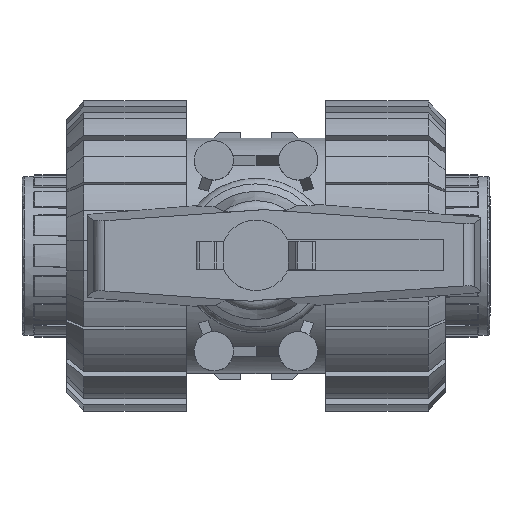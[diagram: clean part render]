
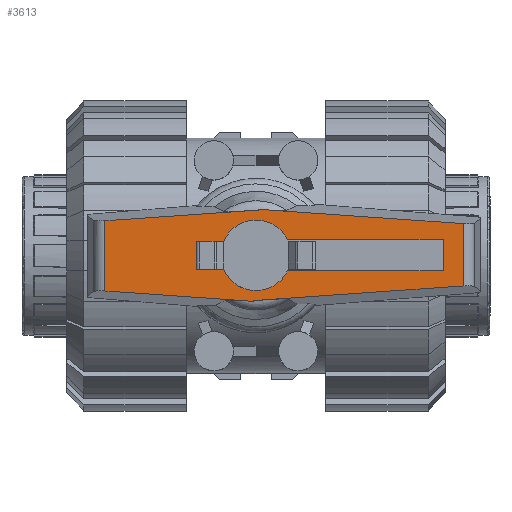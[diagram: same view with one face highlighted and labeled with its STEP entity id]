
A CAD part, top view. The second image highlights one B-rep face of the part: STEP entity #3613.
In plain terms, the highlighted planar face has unit normal (0, 0, 1).
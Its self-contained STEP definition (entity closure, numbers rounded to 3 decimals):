
#657=CARTESIAN_POINT('',(33.333,-2.75,102.5));
#658=VERTEX_POINT('',#657);
#659=CARTESIAN_POINT('',(5.652,-2.75,102.5));
#660=VERTEX_POINT('',#659);
#661=CARTESIAN_POINT('',(33.333,-2.75,102.5));
#662=DIRECTION('',(-1.0,0.0,0.0));
#663=VECTOR('',#662,27.681);
#664=LINE('',#661,#663);
#665=EDGE_CURVE('',#658,#660,#664,.T.);
#697=CARTESIAN_POINT('',(33.333,2.75,102.5));
#698=VERTEX_POINT('',#697);
#699=CARTESIAN_POINT('',(33.333,2.75,102.5));
#700=DIRECTION('',(0.0,-1.0,0.0));
#701=VECTOR('',#700,5.5);
#702=LINE('',#699,#701);
#703=EDGE_CURVE('',#698,#658,#702,.T.);
#728=CARTESIAN_POINT('',(5.652,2.75,102.5));
#729=VERTEX_POINT('',#728);
#730=CARTESIAN_POINT('',(5.652,2.75,102.5));
#731=DIRECTION('',(1.0,0.0,0.0));
#732=VECTOR('',#731,27.681);
#733=LINE('',#730,#732);
#734=EDGE_CURVE('',#729,#698,#733,.T.);
#759=CARTESIAN_POINT('',(-5.778,2.475,102.5));
#760=VERTEX_POINT('',#759);
#761=CARTESIAN_POINT('',(0.0,0.0,102.5));
#762=DIRECTION('',(0.0,0.0,-1.0));
#763=DIRECTION('',(1.0,0.0,0.0));
#764=AXIS2_PLACEMENT_3D('',#761,#762,#763);
#765=CIRCLE('',#764,6.286);
#766=EDGE_CURVE('',#760,#729,#765,.T.);
#831=CARTESIAN_POINT('',(-5.778,-2.475,102.5));
#832=VERTEX_POINT('',#831);
#833=CARTESIAN_POINT('',(0.0,0.0,102.5));
#834=DIRECTION('',(0.0,0.0,-1.0));
#835=DIRECTION('',(1.0,0.0,0.0));
#836=AXIS2_PLACEMENT_3D('',#833,#834,#835);
#837=CIRCLE('',#836,6.286);
#838=EDGE_CURVE('',#660,#832,#837,.T.);
#1436=CARTESIAN_POINT('',(-10.633,-2.475,102.5));
#1437=VERTEX_POINT('',#1436);
#1444=CARTESIAN_POINT('',(-5.778,-2.475,102.5));
#1445=DIRECTION('',(-1.0,0.0,0.0));
#1446=VECTOR('',#1445,4.855);
#1447=LINE('',#1444,#1446);
#1448=EDGE_CURVE('',#832,#1437,#1447,.T.);
#1484=CARTESIAN_POINT('',(-10.633,2.475,102.5));
#1485=VERTEX_POINT('',#1484);
#1486=CARTESIAN_POINT('',(-10.633,2.475,102.5));
#1487=DIRECTION('',(1.0,0.0,0.0));
#1488=VECTOR('',#1487,4.855);
#1489=LINE('',#1486,#1488);
#1490=EDGE_CURVE('',#1485,#760,#1489,.T.);
#2113=CARTESIAN_POINT('',(0.429,8.204,102.5));
#2114=VERTEX_POINT('',#2113);
#2121=CARTESIAN_POINT('',(36.912,5.652,102.5));
#2122=VERTEX_POINT('',#2121);
#2123=CARTESIAN_POINT('',(36.912,5.652,102.5));
#2124=DIRECTION('',(-0.998,0.07,0.0));
#2125=VECTOR('',#2124,36.572);
#2126=LINE('',#2123,#2125);
#2127=EDGE_CURVE('',#2122,#2114,#2126,.T.);
#2192=CARTESIAN_POINT('',(-10.633,-2.475,102.5));
#2193=DIRECTION('',(0.0,1.0,0.0));
#2194=VECTOR('',#2193,4.95);
#2195=LINE('',#2192,#2194);
#2196=EDGE_CURVE('',#1437,#1485,#2195,.T.);
#2455=CARTESIAN_POINT('',(0.438,8.069,102.5));
#2456=VERTEX_POINT('',#2455);
#2463=CARTESIAN_POINT('',(0.429,8.204,102.5));
#2464=DIRECTION('',(0.07,-0.998,0.0));
#2465=VECTOR('',#2464,0.135);
#2466=LINE('',#2463,#2465);
#2467=EDGE_CURVE('',#2114,#2456,#2466,.T.);
#2522=CARTESIAN_POINT('',(-26.912,6.157,102.5));
#2523=VERTEX_POINT('',#2522);
#2531=CARTESIAN_POINT('',(0.438,8.069,102.5));
#2532=DIRECTION('',(-0.998,-0.07,0.0));
#2533=VECTOR('',#2532,27.417);
#2534=LINE('',#2531,#2533);
#2535=EDGE_CURVE('',#2456,#2523,#2534,.T.);
#2708=CARTESIAN_POINT('',(36.912,-5.457,102.5));
#2709=VERTEX_POINT('',#2708);
#2717=CARTESIAN_POINT('',(-0.438,-8.069,102.5));
#2718=VERTEX_POINT('',#2717);
#2719=CARTESIAN_POINT('',(-0.438,-8.069,102.5));
#2720=DIRECTION('',(0.998,0.07,0.0));
#2721=VECTOR('',#2720,37.441);
#2722=LINE('',#2719,#2721);
#2723=EDGE_CURVE('',#2718,#2709,#2722,.T.);
#2811=CARTESIAN_POINT('',(-0.429,-8.204,102.5));
#2812=VERTEX_POINT('',#2811);
#2813=CARTESIAN_POINT('',(-0.429,-8.204,102.5));
#2814=DIRECTION('',(-0.07,0.998,0.0));
#2815=VECTOR('',#2814,0.135);
#2816=LINE('',#2813,#2815);
#2817=EDGE_CURVE('',#2812,#2718,#2816,.T.);
#2904=CARTESIAN_POINT('',(-26.912,-6.352,102.5));
#2905=VERTEX_POINT('',#2904);
#2906=CARTESIAN_POINT('',(-26.912,-6.352,102.5));
#2907=DIRECTION('',(0.998,-0.07,0.0));
#2908=VECTOR('',#2907,26.548);
#2909=LINE('',#2906,#2908);
#2910=EDGE_CURVE('',#2905,#2812,#2909,.T.);
#3032=CARTESIAN_POINT('',(-26.912,6.157,102.5));
#3033=DIRECTION('',(0.0,-1.0,0.0));
#3034=VECTOR('',#3033,12.508);
#3035=LINE('',#3032,#3034);
#3036=EDGE_CURVE('',#2523,#2905,#3035,.T.);
#3049=CARTESIAN_POINT('',(36.912,5.652,102.5));
#3050=DIRECTION('',(0.0,-1.0,0.0));
#3051=VECTOR('',#3050,11.11);
#3052=LINE('',#3049,#3051);
#3053=EDGE_CURVE('',#2122,#2709,#3052,.T.);
#3588=CARTESIAN_POINT('',(3.932,0.0,102.5));
#3589=DIRECTION('',(0.0,0.0,1.0));
#3590=DIRECTION('',(1.0,0.0,0.0));
#3591=AXIS2_PLACEMENT_3D('',#3588,#3589,#3590);
#3592=PLANE('',#3591);
#3593=ORIENTED_EDGE('',*,*,#2535,.T.);
#3594=ORIENTED_EDGE('',*,*,#3036,.T.);
#3595=ORIENTED_EDGE('',*,*,#2910,.T.);
#3596=ORIENTED_EDGE('',*,*,#2817,.T.);
#3597=ORIENTED_EDGE('',*,*,#2723,.T.);
#3598=ORIENTED_EDGE('',*,*,#3053,.F.);
#3599=ORIENTED_EDGE('',*,*,#2127,.T.);
#3600=ORIENTED_EDGE('',*,*,#2467,.T.);
#3601=EDGE_LOOP('',(#3593,#3594,#3595,#3596,#3597,#3598,#3599,#3600));
#3602=FACE_OUTER_BOUND('',#3601,.T.);
#3603=ORIENTED_EDGE('',*,*,#838,.T.);
#3604=ORIENTED_EDGE('',*,*,#1448,.T.);
#3605=ORIENTED_EDGE('',*,*,#2196,.T.);
#3606=ORIENTED_EDGE('',*,*,#1490,.T.);
#3607=ORIENTED_EDGE('',*,*,#766,.T.);
#3608=ORIENTED_EDGE('',*,*,#734,.T.);
#3609=ORIENTED_EDGE('',*,*,#703,.T.);
#3610=ORIENTED_EDGE('',*,*,#665,.T.);
#3611=EDGE_LOOP('',(#3603,#3604,#3605,#3606,#3607,#3608,#3609,#3610));
#3612=FACE_BOUND('',#3611,.T.);
#3613=ADVANCED_FACE('',(#3602,#3612),#3592,.T.);
